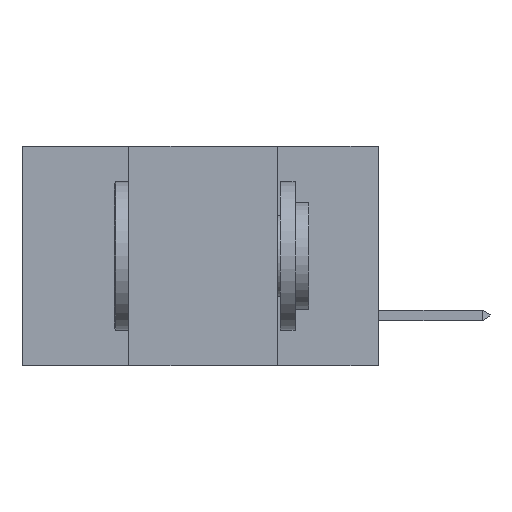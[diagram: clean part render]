
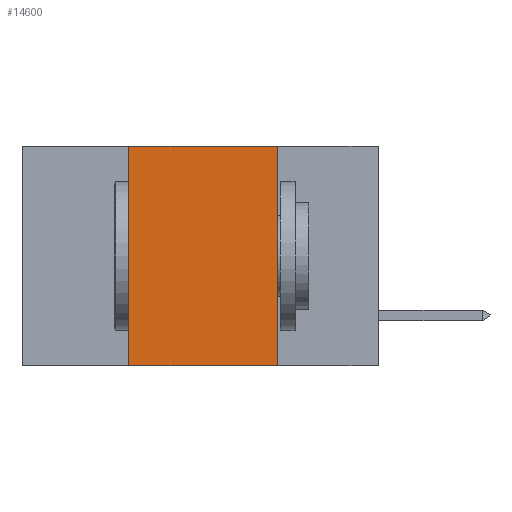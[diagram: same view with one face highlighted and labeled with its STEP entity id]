
A CAD part, left-side view. The second image highlights one B-rep face of the part: STEP entity #14600.
In plain terms, the highlighted planar face has unit normal (-1, 0, 0).
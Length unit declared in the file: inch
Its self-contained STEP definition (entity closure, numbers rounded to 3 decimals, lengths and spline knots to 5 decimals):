
#1011 = CARTESIAN_POINT ( 'NONE',  ( 0., 0.42, 0. ) ) ;
#1201 = VECTOR ( 'NONE', #8469, 39.37008 ) ;
#1992 = CARTESIAN_POINT ( 'NONE',  ( 0., 0.6, 0. ) ) ;
#2609 = VERTEX_POINT ( 'NONE', #20713 ) ;
#2636 = EDGE_CURVE ( 'NONE', #2609, #18116, #23096, .T. ) ;
#3190 = CARTESIAN_POINT ( 'NONE',  ( 0., 0.17, -0.37 ) ) ;
#4435 = FACE_OUTER_BOUND ( 'NONE', #24507, .T. ) ;
#4553 = ORIENTED_EDGE ( 'NONE', *, *, #23366, .F. ) ;
#4626 = VERTEX_POINT ( 'NONE', #10760 ) ;
#5406 = AXIS2_PLACEMENT_3D ( 'NONE', #1992, #9551, #13540 ) ;
#5797 = DIRECTION ( 'NONE',  ( 0., -1., 0. ) ) ;
#6080 = DIRECTION ( 'NONE',  ( 0., 0., -1. ) ) ;
#6836 = CARTESIAN_POINT ( 'NONE',  ( 0., 0.6, -0.37 ) ) ;
#7620 = CARTESIAN_POINT ( 'NONE',  ( 0., 0.17, 0. ) ) ;
#8157 = VECTOR ( 'NONE', #6080, 39.37008 ) ;
#8469 = DIRECTION ( 'NONE',  ( 0., 0., 1. ) ) ;
#9551 = DIRECTION ( 'NONE',  ( 1., 0., 0. ) ) ;
#9690 = CARTESIAN_POINT ( 'NONE',  ( 0., 0.6, 0. ) ) ;
#10271 = EDGE_CURVE ( 'NONE', #24329, #18116, #11896, .T. ) ;
#10760 = CARTESIAN_POINT ( 'NONE',  ( 0., 0.42, 0. ) ) ;
#11466 = PLANE ( 'NONE',  #5406 ) ;
#11896 = LINE ( 'NONE', #6836, #23240 ) ;
#12307 = CARTESIAN_POINT ( 'NONE',  ( 0., 0.42, -0.37 ) ) ;
#13540 = DIRECTION ( 'NONE',  ( 0., 0., -1. ) ) ;
#13959 = EDGE_CURVE ( 'NONE', #24329, #4626, #15571, .T. ) ;
#14535 = DIRECTION ( 'NONE',  ( 0., -1., 0. ) ) ;
#14600 = ADVANCED_FACE ( 'NONE', ( #4435 ), #11466, .F. ) ;
#15571 = LINE ( 'NONE', #1011, #1201 ) ;
#16234 = VECTOR ( 'NONE', #5797, 39.37008 ) ;
#18116 = VERTEX_POINT ( 'NONE', #3190 ) ;
#18635 = LINE ( 'NONE', #9690, #16234 ) ;
#20713 = CARTESIAN_POINT ( 'NONE',  ( 0., 0.17, 0. ) ) ;
#22719 = ORIENTED_EDGE ( 'NONE', *, *, #2636, .F. ) ;
#23096 = LINE ( 'NONE', #7620, #8157 ) ;
#23240 = VECTOR ( 'NONE', #14535, 39.37008 ) ;
#23366 = EDGE_CURVE ( 'NONE', #4626, #2609, #18635, .T. ) ;
#23394 = ORIENTED_EDGE ( 'NONE', *, *, #13959, .F. ) ;
#24329 = VERTEX_POINT ( 'NONE', #12307 ) ;
#24507 = EDGE_LOOP ( 'NONE', ( #22719, #4553, #23394, #24589 ) ) ;
#24589 = ORIENTED_EDGE ( 'NONE', *, *, #10271, .T. ) ;
